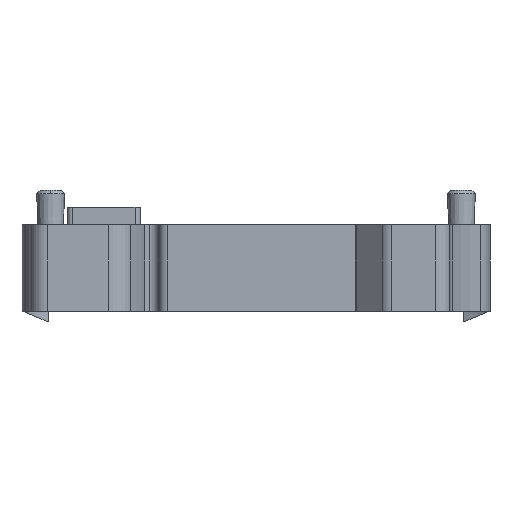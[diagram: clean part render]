
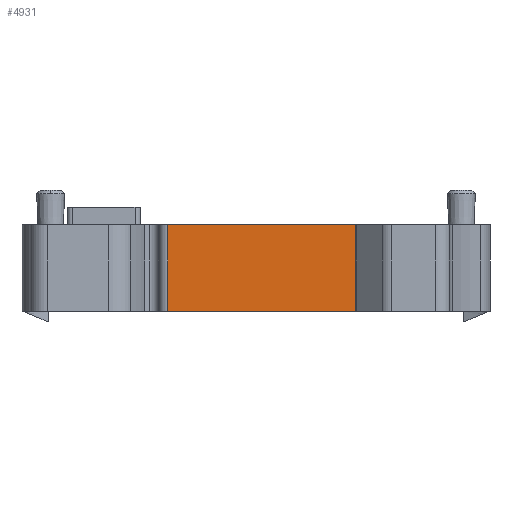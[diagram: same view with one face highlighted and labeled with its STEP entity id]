
A CAD part, front view. The second image highlights one B-rep face of the part: STEP entity #4931.
In plain terms, the highlighted planar face has unit normal (0, -1, 0).
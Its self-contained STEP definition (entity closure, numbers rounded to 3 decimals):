
#276 = ORIENTED_EDGE ( 'NONE', *, *, #4816, .F. ) ;
#323 = AXIS2_PLACEMENT_3D ( 'NONE', #4286, #2891, #7627 ) ;
#1136 = ORIENTED_EDGE ( 'NONE', *, *, #8166, .F. ) ;
#1560 = DIRECTION ( 'NONE',  ( 1., 0., 0. ) ) ;
#1607 = LINE ( 'NONE', #4400, #5404 ) ;
#1762 = EDGE_CURVE ( 'NONE', #3838, #5344, #3294, .T. ) ;
#1807 = VECTOR ( 'NONE', #8032, 1000. ) ;
#1880 = CARTESIAN_POINT ( 'NONE',  ( -6.705, -1., 5. ) ) ;
#1921 = ORIENTED_EDGE ( 'NONE', *, *, #1762, .F. ) ;
#1960 = CARTESIAN_POINT ( 'NONE',  ( 6.332, -1., 5. ) ) ;
#2011 = CARTESIAN_POINT ( 'NONE',  ( 6.332, -1., 5. ) ) ;
#2140 = VERTEX_POINT ( 'NONE', #3547 ) ;
#2174 = PLANE ( 'NONE',  #323 ) ;
#2891 = DIRECTION ( 'NONE',  ( 0., 1., 0. ) ) ;
#3294 = LINE ( 'NONE', #1880, #6749 ) ;
#3547 = CARTESIAN_POINT ( 'NONE',  ( -5.105, -1., 0. ) ) ;
#3674 = LINE ( 'NONE', #1960, #1807 ) ;
#3838 = VERTEX_POINT ( 'NONE', #4783 ) ;
#4286 = CARTESIAN_POINT ( 'NONE',  ( 6.332, -1., 5. ) ) ;
#4400 = CARTESIAN_POINT ( 'NONE',  ( -5.105, -1., 5. ) ) ;
#4654 = EDGE_CURVE ( 'NONE', #2140, #3838, #1607, .T. ) ;
#4694 = FACE_OUTER_BOUND ( 'NONE', #6389, .T. ) ;
#4783 = CARTESIAN_POINT ( 'NONE',  ( -5.105, -1., 5. ) ) ;
#4816 = EDGE_CURVE ( 'NONE', #5344, #4866, #3674, .T. ) ;
#4866 = VERTEX_POINT ( 'NONE', #7524 ) ;
#4931 = ADVANCED_FACE ( 'NONE', ( #4694 ), #2174, .F. ) ;
#5039 = DIRECTION ( 'NONE',  ( -1., 0., 0. ) ) ;
#5344 = VERTEX_POINT ( 'NONE', #2011 ) ;
#5404 = VECTOR ( 'NONE', #8284, 1000. ) ;
#6389 = EDGE_LOOP ( 'NONE', ( #276, #1921, #8600, #1136 ) ) ;
#6749 = VECTOR ( 'NONE', #1560, 1000. ) ;
#7524 = CARTESIAN_POINT ( 'NONE',  ( 6.332, -1., 0. ) ) ;
#7627 = DIRECTION ( 'NONE',  ( -1., 0., 0. ) ) ;
#7655 = CARTESIAN_POINT ( 'NONE',  ( -6.705, -1., 0. ) ) ;
#8032 = DIRECTION ( 'NONE',  ( 0., 0., -1. ) ) ;
#8166 = EDGE_CURVE ( 'NONE', #4866, #2140, #8639, .T. ) ;
#8284 = DIRECTION ( 'NONE',  ( 0., 0., 1. ) ) ;
#8467 = VECTOR ( 'NONE', #5039, 1000. ) ;
#8600 = ORIENTED_EDGE ( 'NONE', *, *, #4654, .F. ) ;
#8639 = LINE ( 'NONE', #7655, #8467 ) ;
